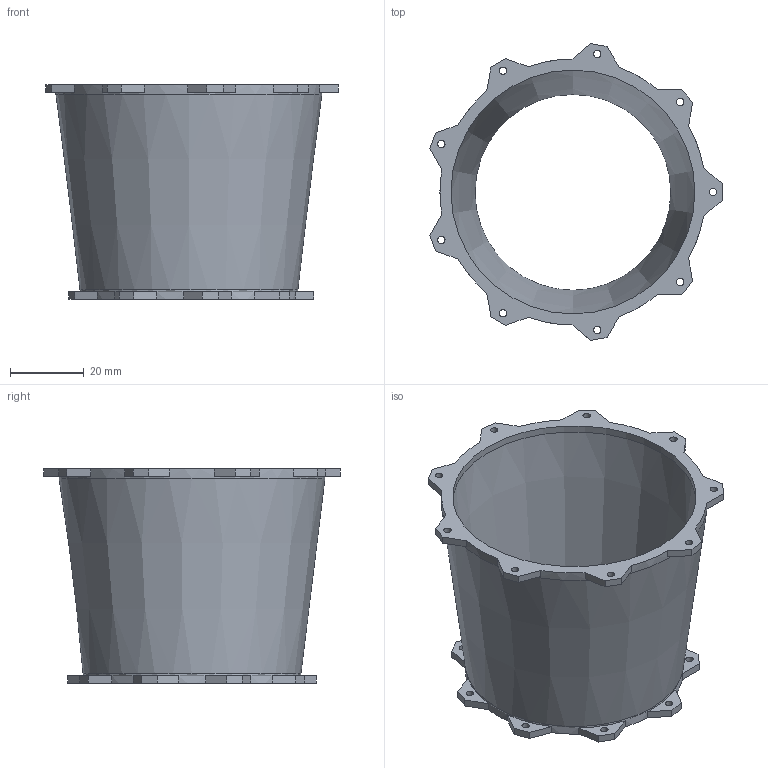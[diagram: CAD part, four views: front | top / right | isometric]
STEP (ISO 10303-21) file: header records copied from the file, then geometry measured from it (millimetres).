
FILE_DESCRIPTION(('FreeCAD Model'),'2;1');
FILE_NAME('Open CASCADE Shape Model','2024-05-17T21:12:26',('Author'),( ''),'Open CASCADE STEP processor 7.6','FreeCAD','Unknown');
FILE_SCHEMA(('AUTOMOTIVE_DESIGN { 1 0 10303 214 1 1 1 1 }'));
Length unit declared in the file: millimetre
Products named in the file (2): Compressor-Internal-Cover; Body056
Assembly tree (1 placements, depth 2):
  Compressor-Internal-Cover
    Body056
Bounding box: 79.15 x 80.37 x 58 mm (x, y, z)
Volume: 34929.4 mm3; surface area: 25773.6 mm2
Topology: 1 solids, 1 shells, 99 faces, 286 edges, 190 vertices
Faces by surface type: plane 75, cylinder 22, cone 2
Full cylindrical faces by diameter (mm): 2 x18, 56 x1, 59 x1, 66 x1, 72 x1
Entity records: 3382 total; most frequent: CARTESIAN_POINT 577, ORIENTED_EDGE 572, DIRECTION 570, EDGE_CURVE 286, LINE 204, VECTOR 204, VERTEX_POINT 190, AXIS2_PLACEMENT_3D 183
